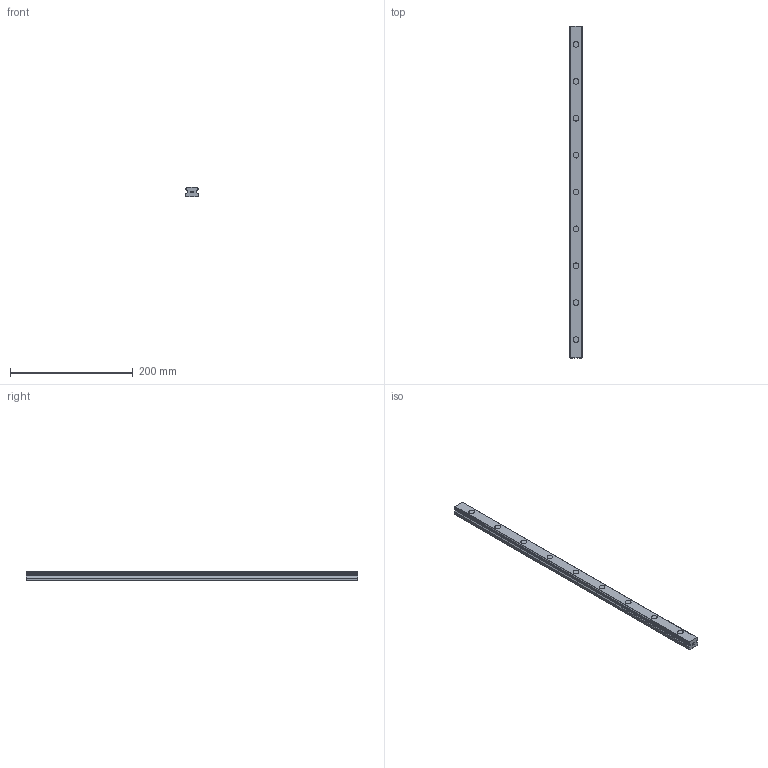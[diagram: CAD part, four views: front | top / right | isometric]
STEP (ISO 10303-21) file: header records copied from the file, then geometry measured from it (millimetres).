
FILE_DESCRIPTION(('STEP AP214'),'1');
FILE_NAME('cctmp_44EC0453-8E0A-424D-8A0F-F4A514789A08_2021_02_04_10_45_36_0568..stp','2021-02-04T09:45:36',('HIWIN GmbH'),('CADClick - www.CADClick.com'),'Spatial InterOp 3D',' ','unknown authorization');
FILE_SCHEMA(('AUTOMOTIVE_DESIGN'));
Length unit declared in the file: millimetre
Products named in the file (1): EGR20R540C_FILE
Bounding box: 20 x 540 x 15.5 mm (x, y, z)
Volume: 144910.4 mm3; surface area: 43637.6 mm2
Topology: 1 solids, 1 shells, 211 faces, 525 edges, 338 vertices
Faces by surface type: plane 139, cylinder 72
Entity records: 7983 total; most frequent: DIRECTION 1129, CARTESIAN_POINT 1075, ORIENTED_EDGE 1050, EDGE_CURVE 525, AXIS2_PLACEMENT_3D 392, LINE 345, VECTOR 345, VERTEX_POINT 338
